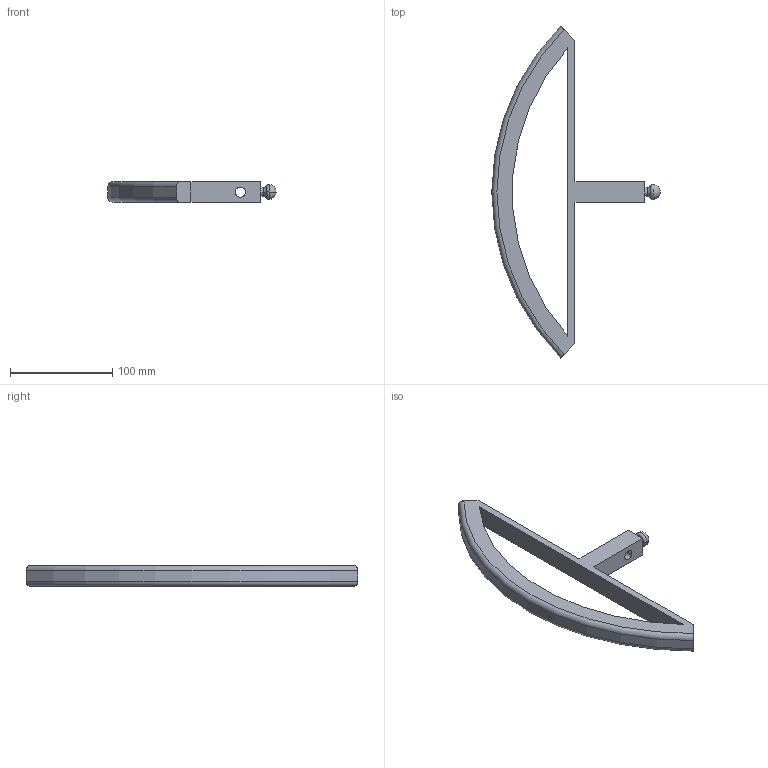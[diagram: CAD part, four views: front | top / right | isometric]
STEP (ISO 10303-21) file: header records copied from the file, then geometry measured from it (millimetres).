
FILE_DESCRIPTION(('CATIA V5 STEP Exchange'),'2;1');
FILE_NAME('Manette de karting.stp','2021-05-01T13:10:47+00:00',('none'),('none'),'CATIA Version 5 Release 19 GA (IN-10)','CATIA V5 STEP AP203','none');
FILE_SCHEMA(('CONFIG_CONTROL_DESIGN'));
Length unit declared in the file: millimetre
Products named in the file (1): Manette
Bounding box: 165 x 325.27 x 20 mm (x, y, z)
Volume: 201731.2 mm3; surface area: 48599.7 mm2
Topology: 1 solids, 1 shells, 24 faces, 60 edges, 37 vertices
Faces by surface type: plane 10, torus 6, cylinder 6, sphere 2
Entity records: 765 total; most frequent: CARTESIAN_POINT 173, ORIENTED_EDGE 116, DIRECTION 96, EDGE_CURVE 58, AXIS2_PLACEMENT_3D 46, VERTEX_POINT 37, VECTOR 30, LINE 30
